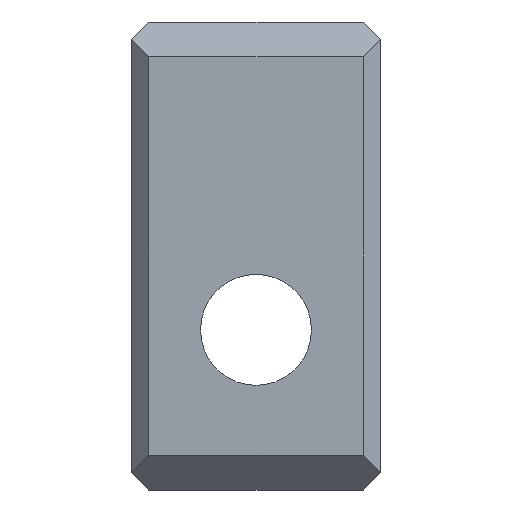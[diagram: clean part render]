
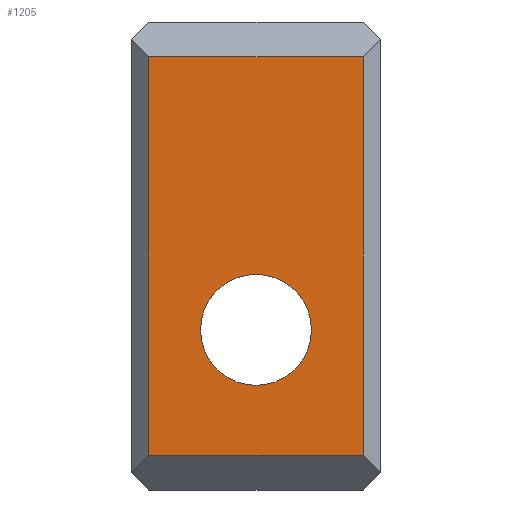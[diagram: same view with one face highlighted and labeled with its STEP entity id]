
A CAD part, left-side view. The second image highlights one B-rep face of the part: STEP entity #1205.
In plain terms, the highlighted planar face has unit normal (-1, 0, 0).
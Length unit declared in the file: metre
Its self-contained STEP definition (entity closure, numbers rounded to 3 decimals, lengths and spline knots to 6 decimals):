
#21=CIRCLE('',#1287,0.0016);
#149=ORIENTED_EDGE('',*,*,#472,.F.);
#150=ORIENTED_EDGE('',*,*,#473,.T.);
#151=ORIENTED_EDGE('',*,*,#474,.T.);
#152=ORIENTED_EDGE('',*,*,#475,.T.);
#153=ORIENTED_EDGE('',*,*,#476,.T.);
#472=EDGE_CURVE('',#628,#628,#21,.T.);
#473=EDGE_CURVE('',#629,#630,#756,.T.);
#474=EDGE_CURVE('',#630,#631,#757,.T.);
#475=EDGE_CURVE('',#631,#632,#758,.T.);
#476=EDGE_CURVE('',#632,#629,#759,.T.);
#628=VERTEX_POINT('',#1847);
#629=VERTEX_POINT('',#1849);
#630=VERTEX_POINT('',#1850);
#631=VERTEX_POINT('',#1852);
#632=VERTEX_POINT('',#1854);
#756=LINE('',#1848,#922);
#757=LINE('',#1851,#923);
#758=LINE('',#1853,#924);
#759=LINE('',#1855,#925);
#922=VECTOR('',#1482,1.);
#923=VECTOR('',#1483,1.);
#924=VECTOR('',#1484,1.);
#925=VECTOR('',#1485,1.);
#1013=EDGE_LOOP('',(#149));
#1014=EDGE_LOOP('',(#150,#151,#152,#153));
#1080=FACE_BOUND('',#1013,.T.);
#1081=FACE_BOUND('',#1014,.T.);
#1144=PLANE('',#1286);
#1205=ADVANCED_FACE('',(#1080,#1081),#1144,.F.);
#1286=AXIS2_PLACEMENT_3D('',#1845,#1478,#1479);
#1287=AXIS2_PLACEMENT_3D('',#1846,#1480,#1481);
#1478=DIRECTION('',(1.,0.,0.));
#1479=DIRECTION('',(0.,0.,-1.));
#1480=DIRECTION('',(-1.,0.,0.));
#1481=DIRECTION('',(0.,0.,1.));
#1482=DIRECTION('',(0.,1.,0.));
#1483=DIRECTION('',(0.,0.,-1.));
#1484=DIRECTION('',(0.,-1.,0.));
#1485=DIRECTION('',(0.,0.,1.));
#1845=CARTESIAN_POINT('',(-0.0125,0.0025,0.0065));
#1846=CARTESIAN_POINT('',(-0.0125,-0.0011,0.004619));
#1847=CARTESIAN_POINT('',(-0.0125,-0.0011,0.006219));
#1848=CARTESIAN_POINT('',(-0.0125,0.0025,0.0125));
#1849=CARTESIAN_POINT('',(-0.0125,-0.0042,0.0125));
#1850=CARTESIAN_POINT('',(-0.0125,0.002,0.0125));
#1851=CARTESIAN_POINT('',(-0.0125,0.002,0.001));
#1852=CARTESIAN_POINT('',(-0.0125,0.002,0.001));
#1853=CARTESIAN_POINT('',(-0.0125,-0.0047,0.001));
#1854=CARTESIAN_POINT('',(-0.0125,-0.0042,0.001));
#1855=CARTESIAN_POINT('',(-0.0125,-0.0042,0.0065));
